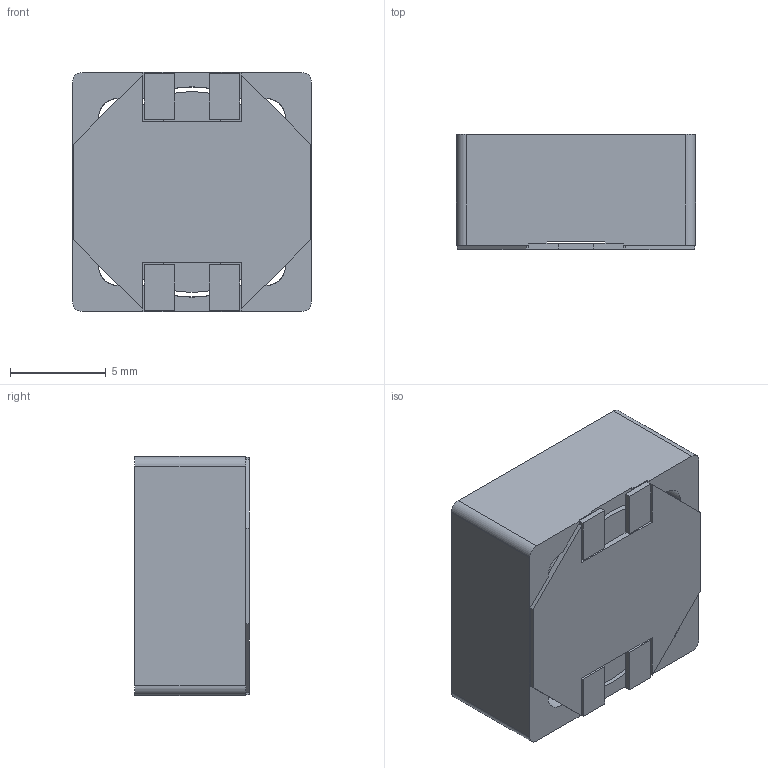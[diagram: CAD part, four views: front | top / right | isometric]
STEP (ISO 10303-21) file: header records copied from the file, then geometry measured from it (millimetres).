
FILE_DESCRIPTION(('STEP AP242'),'1');
FILE_NAME('srf1260-221m.stp','2023-03-21T17:52:48',('TraceParts'),('TraceParts S.A.'),'Spatial InterOp 3D',' ',' ');
FILE_SCHEMA(('AP242_MANAGED_MODEL_BASED_3D_ENGINEERING_MIM_LF {1 0 10303 442 1 1 4}'));
Length unit declared in the file: millimetre
Products named in the file (1): srf1260-221m
Bounding box: 12.5 x 6 x 12.5 mm (x, y, z)
Volume: 838.1 mm3; surface area: 1082.9 mm2
Topology: 1 solids, 1 shells, 101 faces, 344 edges, 224 vertices
Faces by surface type: plane 81, cylinder 20
Entity records: 3761 total; most frequent: ORIENTED_EDGE 688, CARTESIAN_POINT 670, DIRECTION 620, EDGE_CURVE 344, LINE 272, VECTOR 272, VERTEX_POINT 224, AXIS2_PLACEMENT_3D 174
